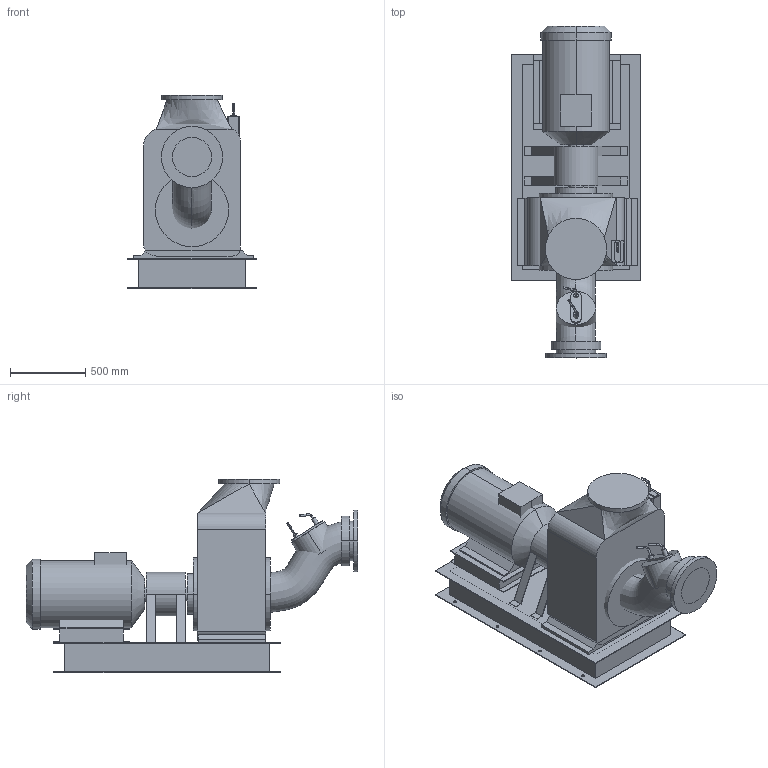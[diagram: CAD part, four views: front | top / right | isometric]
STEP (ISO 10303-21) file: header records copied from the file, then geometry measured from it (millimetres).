
FILE_DESCRIPTION(/* description */ (''),/* implementation_level */ '2;1');
FILE_NAME(/* name */ 'Насос Иртыш НС2 250-375-375-90-4-400_Q=300м3-ч.stp',/* time_stamp */ '2024-11-11T12:36:16+03:00',/* author */ ('a.zyazeva'),/* organization */ (''),/* preprocessor_version */ 'ST-DEVELOPER v18.1',/* originating_system */ 'Autodesk Inventor 2022',/* authorisation */ '');
FILE_SCHEMA (('AUTOMOTIVE_DESIGN { 1 0 10303 214 3 1 1 }'));
Length unit declared in the file: millimetre
Products named in the file (1): Насос Иртыш НС2
 250-375-375-90-4-400_Q=300м3-ч
Bounding box: 850 x 2200 x 1280 mm (x, y, z)
Volume: 827965223.1 mm3; surface area: 15061723 mm2
Topology: 29 solids, 29 shells, 246 faces, 524 edges, 338 vertices
Faces by surface type: plane 162, cylinder 70, bspline 6, torus 4, cone 4
Entity records: 10893 total; most frequent: CARTESIAN_POINT 5471, DIRECTION 1108, ORIENTED_EDGE 1048, EDGE_CURVE 524, AXIS2_PLACEMENT_3D 377, LINE 354, VECTOR 354, VERTEX_POINT 338
